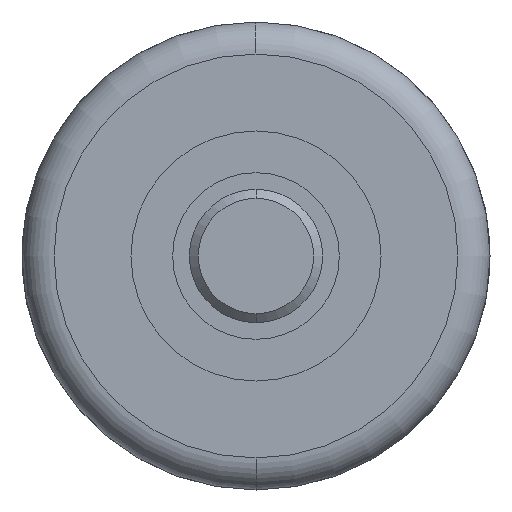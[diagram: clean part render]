
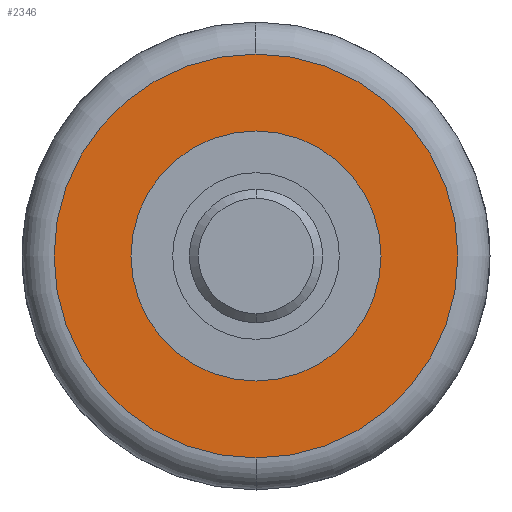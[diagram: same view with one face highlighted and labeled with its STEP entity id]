
A CAD part, front view. The second image highlights one B-rep face of the part: STEP entity #2346.
In plain terms, the highlighted planar face has unit normal (0, -1, 0).
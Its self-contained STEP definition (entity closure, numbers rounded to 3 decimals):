
#47=CARTESIAN_POINT('',(0.,-5.15,0.));
#48=DIRECTION('',(0.,1.,0.));
#49=DIRECTION('',(0.,0.,-1.));
#50=AXIS2_PLACEMENT_3D('',#47,#48,#49);
#52=CARTESIAN_POINT('',(0.,-5.15,0.));
#53=DIRECTION('',(0.,1.,0.));
#54=DIRECTION('',(0.,0.,1.));
#55=AXIS2_PLACEMENT_3D('',#52,#53,#54);
#67=CARTESIAN_POINT('',(0.,-5.15,0.));
#68=DIRECTION('',(0.,1.,0.));
#69=DIRECTION('',(0.,0.,-1.));
#70=AXIS2_PLACEMENT_3D('',#67,#68,#69);
#72=CARTESIAN_POINT('',(0.,-5.15,0.));
#73=DIRECTION('',(0.,1.,0.));
#74=DIRECTION('',(0.,0.,1.));
#75=AXIS2_PLACEMENT_3D('',#72,#73,#74);
#2038=CARTESIAN_POINT('',(0.,-5.15,-1.95));
#2039=CARTESIAN_POINT('',(0.,-5.15,1.95));
#2040=VERTEX_POINT('',#2038);
#2041=VERTEX_POINT('',#2039);
#2050=CARTESIAN_POINT('',(0.,-5.15,-3.15));
#2051=CARTESIAN_POINT('',(0.,-5.15,3.15));
#2052=VERTEX_POINT('',#2050);
#2053=VERTEX_POINT('',#2051);
#2329=CARTESIAN_POINT('',(0.,-5.15,0.));
#2330=DIRECTION('',(0.,1.,0.));
#2331=DIRECTION('',(0.,0.,-1.));
#2332=AXIS2_PLACEMENT_3D('',#2329,#2330,#2331);
#2333=PLANE('',#2332);
#2335=ORIENTED_EDGE('',*,*,#2334,.T.);
#2337=ORIENTED_EDGE('',*,*,#2336,.T.);
#2338=EDGE_LOOP('',(#2335,#2337));
#2339=FACE_OUTER_BOUND('',#2338,.F.);
#2341=ORIENTED_EDGE('',*,*,#2340,.F.);
#2343=ORIENTED_EDGE('',*,*,#2342,.F.);
#2344=EDGE_LOOP('',(#2341,#2343));
#2345=FACE_BOUND('',#2344,.F.);
#51=CIRCLE('',#50,3.15);
#56=CIRCLE('',#55,3.15);
#71=CIRCLE('',#70,1.95);
#76=CIRCLE('',#75,1.95);
#2334=EDGE_CURVE('',#2052,#2053,#51,.T.);
#2336=EDGE_CURVE('',#2053,#2052,#56,.T.);
#2340=EDGE_CURVE('',#2040,#2041,#71,.T.);
#2342=EDGE_CURVE('',#2041,#2040,#76,.T.);
#2346=ADVANCED_FACE('',(#2339,#2345),#2333,.F.);
